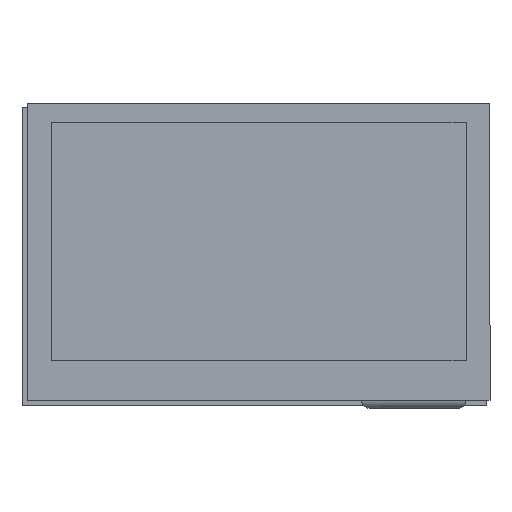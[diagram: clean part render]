
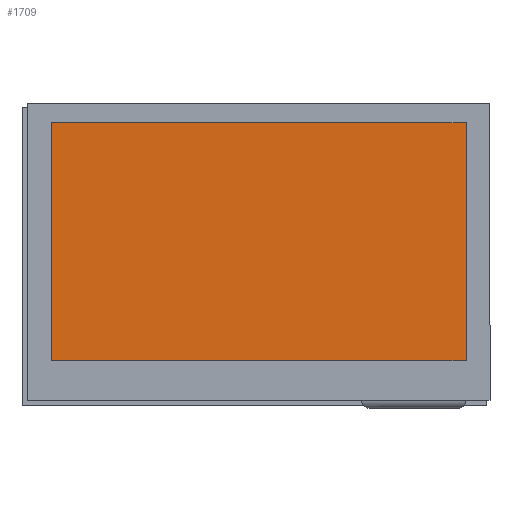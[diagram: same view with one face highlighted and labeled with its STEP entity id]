
A CAD part, top view. The second image highlights one B-rep face of the part: STEP entity #1709.
In plain terms, the highlighted planar face has unit normal (0, 0, 1).
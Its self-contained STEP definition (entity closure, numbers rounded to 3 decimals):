
#74 = AXIS2_PLACEMENT_3D ( 'NONE', #476, #2682, #3558 ) ;
#128 = CARTESIAN_POINT ( 'NONE',  ( -47.5, 29.6, 0.5 ) ) ;
#172 = LINE ( 'NONE', #3275, #2864 ) ;
#193 = DIRECTION ( 'NONE',  ( 0., -1., 0. ) ) ;
#456 = EDGE_CURVE ( 'NONE', #2369, #2216, #3263, .T. ) ;
#476 = CARTESIAN_POINT ( 'NONE',  ( 0., 0., 0.5 ) ) ;
#716 = VERTEX_POINT ( 'NONE', #2007 ) ;
#986 = ORIENTED_EDGE ( 'NONE', *, *, #3883, .T. ) ;
#1119 = PLANE ( 'NONE',  #74 ) ;
#1311 = CARTESIAN_POINT ( 'NONE',  ( -47.5, 29.6, 0.5 ) ) ;
#1417 = LINE ( 'NONE', #3621, #1509 ) ;
#1509 = VECTOR ( 'NONE', #2669, 1000. ) ;
#1566 = EDGE_LOOP ( 'NONE', ( #986, #2423, #3510, #3410 ) ) ;
#1673 = EDGE_CURVE ( 'NONE', #716, #1981, #172, .T. ) ;
#1709 = ADVANCED_FACE ( 'NONE', ( #3850 ), #1119, .F. ) ;
#1981 = VERTEX_POINT ( 'NONE', #2675 ) ;
#2007 = CARTESIAN_POINT ( 'NONE',  ( 47.5, 29.6, 0.5 ) ) ;
#2216 = VERTEX_POINT ( 'NONE', #3142 ) ;
#2369 = VERTEX_POINT ( 'NONE', #1311 ) ;
#2423 = ORIENTED_EDGE ( 'NONE', *, *, #1673, .F. ) ;
#2669 = DIRECTION ( 'NONE',  ( 1., 0., 0. ) ) ;
#2675 = CARTESIAN_POINT ( 'NONE',  ( 47.5, -25., 0.5 ) ) ;
#2682 = DIRECTION ( 'NONE',  ( 0., 0., -1. ) ) ;
#2786 = VECTOR ( 'NONE', #2919, 1000. ) ;
#2864 = VECTOR ( 'NONE', #193, 1000. ) ;
#2919 = DIRECTION ( 'NONE',  ( 1., 0., 0. ) ) ;
#3142 = CARTESIAN_POINT ( 'NONE',  ( -47.5, -25., 0.5 ) ) ;
#3263 = LINE ( 'NONE', #128, #3644 ) ;
#3275 = CARTESIAN_POINT ( 'NONE',  ( 47.5, 29.6, 0.5 ) ) ;
#3410 = ORIENTED_EDGE ( 'NONE', *, *, #456, .T. ) ;
#3458 = EDGE_CURVE ( 'NONE', #2369, #716, #3489, .T. ) ;
#3489 = LINE ( 'NONE', #3507, #2786 ) ;
#3507 = CARTESIAN_POINT ( 'NONE',  ( -47.5, 29.6, 0.5 ) ) ;
#3510 = ORIENTED_EDGE ( 'NONE', *, *, #3458, .F. ) ;
#3558 = DIRECTION ( 'NONE',  ( -1., 0., 0. ) ) ;
#3621 = CARTESIAN_POINT ( 'NONE',  ( -47.5, -25., 0.5 ) ) ;
#3644 = VECTOR ( 'NONE', #3853, 1000. ) ;
#3850 = FACE_OUTER_BOUND ( 'NONE', #1566, .T. ) ;
#3853 = DIRECTION ( 'NONE',  ( 0., -1., 0. ) ) ;
#3883 = EDGE_CURVE ( 'NONE', #2216, #1981, #1417, .T. ) ;
